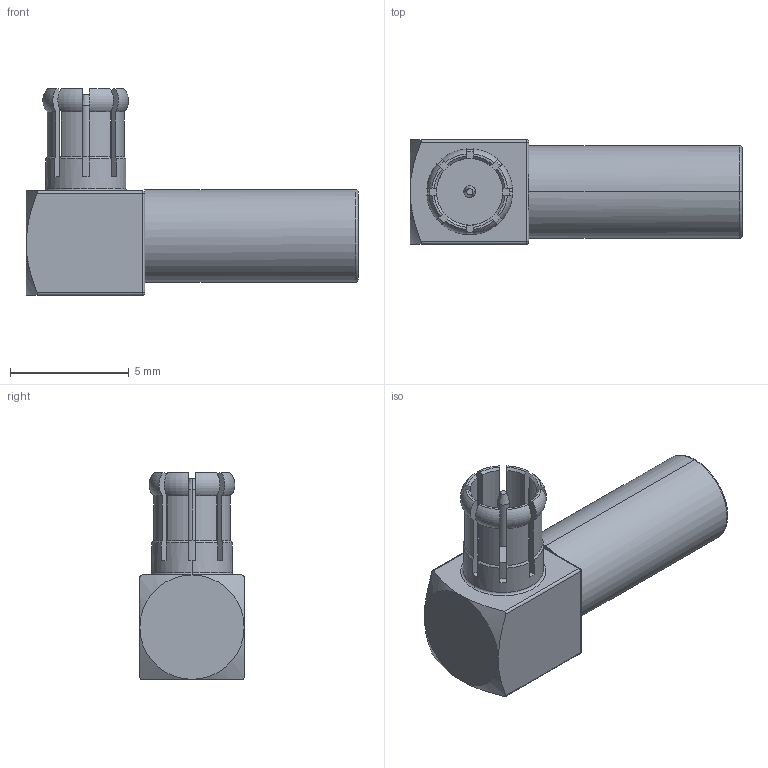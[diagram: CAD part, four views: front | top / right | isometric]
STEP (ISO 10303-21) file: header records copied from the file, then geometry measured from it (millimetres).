
FILE_DESCRIPTION((''),'2;1');
FILE_NAME('PRT0001','2021-08-31T',('1111'),(''),'PRO/ENGINEER BY PARAMETRIC TECHNOLOGY CORPORATION, 2012090','PRO/ENGINEER BY PARAMETRIC TECHNOLOGY CORPORATION, 2012090','');
FILE_SCHEMA(('CONFIG_CONTROL_DESIGN'));
Products named in the file (1): PRT0001
Bounding box: 13.98 x 4.4 x 8.7 mm (x, y, z)
Volume: 177.4 mm3; surface area: 446.6 mm2
Topology: 1 solids, 1 shells, 1818 faces, 4117 edges, 2305 vertices
Faces by surface type: plane 1016, extrusion 504, cylinder 258, cone 22, torus 14, sphere 4
Entity records: 56378 total; most frequent: CARTESIAN_POINT 22013, ORIENTED_EDGE 8234, DIRECTION 4622, EDGE_CURVE 4117, B_SPLINE_CURVE_WITH_KNOTS 3299, VERTEX_POINT 2305, EDGE_LOOP 1822, FACE_OUTER_BOUND 1818
